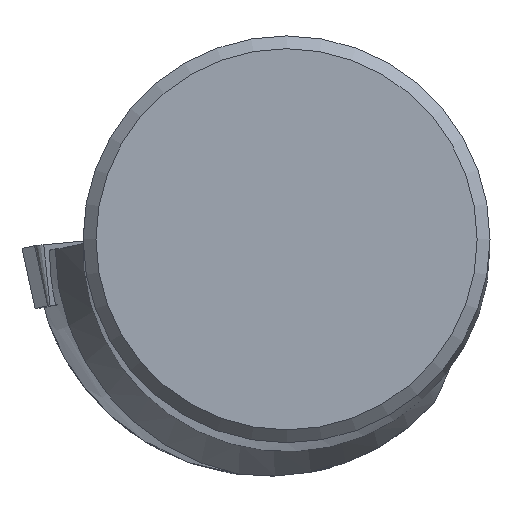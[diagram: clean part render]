
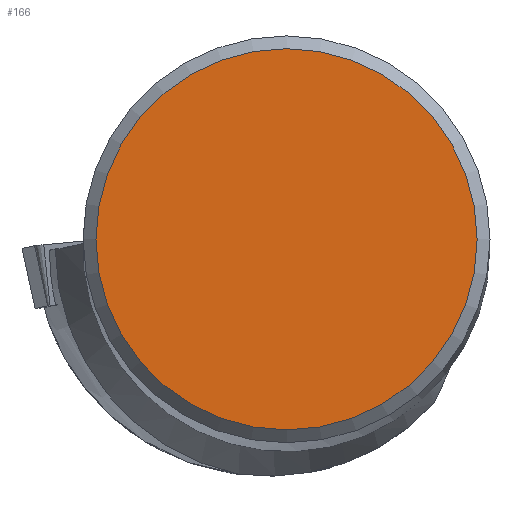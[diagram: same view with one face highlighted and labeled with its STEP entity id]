
A CAD part, top view. The second image highlights one B-rep face of the part: STEP entity #166.
In plain terms, the highlighted planar face has unit normal (0, 0, 1).
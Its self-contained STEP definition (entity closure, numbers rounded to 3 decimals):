
#135=FACE_OUTER_BOUND('',#314,.T.);
#166=ADVANCED_FACE('',(#135),#187,.T.);
#187=PLANE('',#778);
#314=EDGE_LOOP('',(#438));
#438=ORIENTED_EDGE('',*,*,#605,.T.);
#534=VERTEX_POINT('',#1276);
#605=EDGE_CURVE('',#534,#534,#643,.T.);
#643=CIRCLE('',#777,7.43);
#777=AXIS2_PLACEMENT_3D('',#1275,#926,#927);
#778=AXIS2_PLACEMENT_3D('',#1277,#928,#929);
#926=DIRECTION('',(0.,0.,1.));
#927=DIRECTION('',(1.,0.,0.));
#928=DIRECTION('',(0.,0.,1.));
#929=DIRECTION('',(1.,0.,0.));
#1275=CARTESIAN_POINT('',(0.,0.,0.));
#1276=CARTESIAN_POINT('',(7.43,0.,0.));
#1277=CARTESIAN_POINT('',(0.,0.,
0.));
